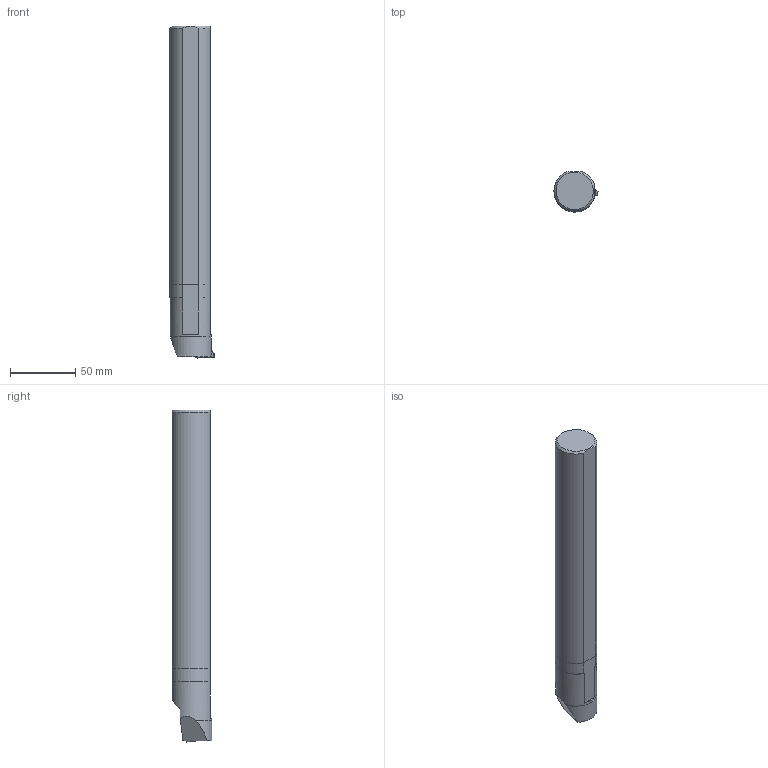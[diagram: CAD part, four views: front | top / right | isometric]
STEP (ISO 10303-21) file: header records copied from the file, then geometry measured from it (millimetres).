
FILE_DESCRIPTION(/* description */ (''),/* implementation_level */ '2;1');
FILE_NAME(/* name */ 'CNL0012510-16AHD.stp',/* time_stamp */ '2018-03-29T15:40:09+05:00',/* author */ (''),/* organization */ (''),/* preprocessor_version */ 'ST-DEVELOPER v16',/* originating_system */ 'SIEMENS PLM Software NX 11.0',/* authorisation */ '');
FILE_SCHEMA (('AUTOMOTIVE_DESIGN { 1 0 10303 214 3 1 1 1 }'));
Length unit declared in the file: millimetre
Products named in the file (1): inpu072Fofvs
Bounding box: 33.77 x 30.45 x 254.06 mm (x, y, z)
Volume: 185756.8 mm3; surface area: 27916.9 mm2
Topology: 3 solids, 3 shells, 53 faces, 141 edges, 94 vertices
Faces by surface type: plane 39, cylinder 13, cone 1
Entity records: 1722 total; most frequent: CARTESIAN_POINT 304, DIRECTION 290, ORIENTED_EDGE 278, EDGE_CURVE 139, AXIS2_PLACEMENT_3D 97, LINE 96, VECTOR 96, VERTEX_POINT 93
